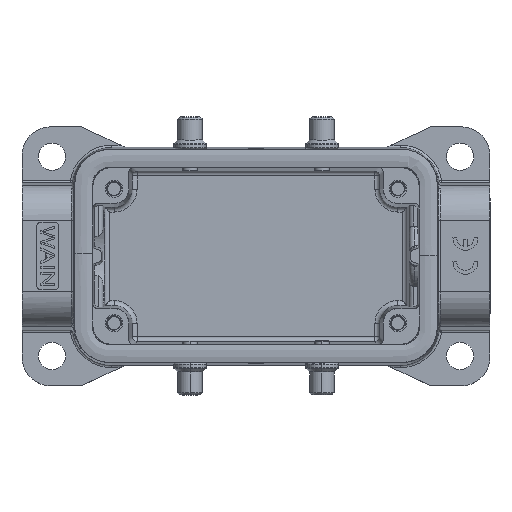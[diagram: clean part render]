
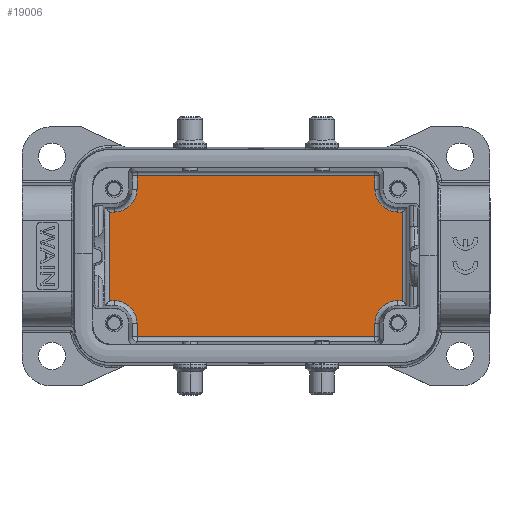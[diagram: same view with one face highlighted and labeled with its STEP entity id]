
A CAD part, top view. The second image highlights one B-rep face of the part: STEP entity #19006.
In plain terms, the highlighted planar face has unit normal (0, 0, 1).
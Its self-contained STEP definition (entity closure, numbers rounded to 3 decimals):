
#2611=CARTESIAN_POINT('',(29.385,-111.109,3.114));
#2613=DIRECTION('',(-1.,0.,0.));
#2614=VECTOR('',#2613,0.885);
#2615=CARTESIAN_POINT('',(29.385,-111.109,3.114));
#2616=LINE('',#2615,#2614);
#2629=CARTESIAN_POINT('',(29.385,-128.891,3.114));
#2631=DIRECTION('',(0.,1.,0.));
#2632=VECTOR('',#2631,17.781);
#2633=CARTESIAN_POINT('',(29.385,-128.891,3.114));
#2634=LINE('',#2633,#2632);
#3392=DIRECTION('',(0.,1.,0.));
#3393=VECTOR('',#3392,2.641);
#3394=CARTESIAN_POINT('',(23.891,-106.5,3.114));
#3395=LINE('',#3394,#3393);
#3400=CARTESIAN_POINT('',(-28.5,-133.5,3.114));
#3401=DIRECTION('',(0.,0.,1.));
#3402=DIRECTION('',(1.,0.,0.));
#3403=AXIS2_PLACEMENT_3D('',#3400,#3401,#3402);
#3405=CARTESIAN_POINT('',(-28.5,-106.5,3.114));
#3406=DIRECTION('',(0.,0.,1.));
#3407=DIRECTION('',(0.,-1.,0.));
#3408=AXIS2_PLACEMENT_3D('',#3405,#3406,#3407);
#3410=CARTESIAN_POINT('',(28.5,-106.5,3.114));
#3411=DIRECTION('',(0.,0.,1.));
#3412=DIRECTION('',(-1.,0.,0.));
#3413=AXIS2_PLACEMENT_3D('',#3410,#3411,#3412);
#3415=CARTESIAN_POINT('',(28.5,-133.5,3.114));
#3416=DIRECTION('',(0.,0.,1.));
#3417=DIRECTION('',(0.,1.,0.));
#3418=AXIS2_PLACEMENT_3D('',#3415,#3416,#3417);
#3420=DIRECTION('',(0.,-1.,0.));
#3421=VECTOR('',#3420,2.641);
#3422=CARTESIAN_POINT('',(-23.891,-133.5,3.114));
#3423=LINE('',#3422,#3421);
#3443=DIRECTION('',(1.,0.,0.));
#3444=VECTOR('',#3443,47.781);
#3445=CARTESIAN_POINT('',(-23.891,-136.141,3.114));
#3446=LINE('',#3445,#3444);
#3470=DIRECTION('',(0.,1.,0.));
#3471=VECTOR('',#3470,2.641);
#3472=CARTESIAN_POINT('',(23.891,-136.141,3.114));
#3473=LINE('',#3472,#3471);
#3489=DIRECTION('',(1.,0.,0.));
#3490=VECTOR('',#3489,0.885);
#3491=CARTESIAN_POINT('',(28.5,-128.891,3.114));
#3492=LINE('',#3491,#3490);
#3526=DIRECTION('',(1.,0.,0.));
#3527=VECTOR('',#3526,0.885);
#3528=CARTESIAN_POINT('',(-29.385,-128.891,3.114));
#3529=LINE('',#3528,#3527);
#3530=DIRECTION('',(0.,-1.,0.));
#3531=VECTOR('',#3530,17.781);
#3532=CARTESIAN_POINT('',(-29.385,-111.109,3.114));
#3533=LINE('',#3532,#3531);
#3548=DIRECTION('',(-1.,0.,0.));
#3549=VECTOR('',#3548,0.885);
#3550=CARTESIAN_POINT('',(-28.5,-111.109,3.114));
#3551=LINE('',#3550,#3549);
#3575=DIRECTION('',(0.,-1.,0.));
#3576=VECTOR('',#3575,2.641);
#3577=CARTESIAN_POINT('',(-23.891,-103.859,3.114));
#3578=LINE('',#3577,#3576);
#3594=DIRECTION('',(-1.,0.,0.));
#3595=VECTOR('',#3594,47.781);
#3596=CARTESIAN_POINT('',(23.891,-103.859,3.114));
#3597=LINE('',#3596,#3595);
#13548=CARTESIAN_POINT('',(28.5,-111.109,3.114));
#13549=VERTEX_POINT('',#13548);
#13550=CARTESIAN_POINT('',(23.891,-106.5,3.114));
#13551=VERTEX_POINT('',#13550);
#13552=VERTEX_POINT('',#2611);
#13555=VERTEX_POINT('',#2629);
#13755=CARTESIAN_POINT('',(23.891,-103.859,3.114));
#13756=VERTEX_POINT('',#13755);
#13757=CARTESIAN_POINT('',(-23.891,-133.5,3.114));
#13758=CARTESIAN_POINT('',(-23.891,-136.141,3.114));
#13759=VERTEX_POINT('',#13757);
#13760=VERTEX_POINT('',#13758);
#13761=CARTESIAN_POINT('',(-28.5,-128.891,3.114));
#13762=VERTEX_POINT('',#13761);
#13763=CARTESIAN_POINT('',(-29.385,-128.891,3.114));
#13764=VERTEX_POINT('',#13763);
#13765=CARTESIAN_POINT('',(-29.385,-111.109,3.114));
#13766=VERTEX_POINT('',#13765);
#13767=CARTESIAN_POINT('',(-28.5,-111.109,3.114));
#13768=VERTEX_POINT('',#13767);
#13769=CARTESIAN_POINT('',(-23.891,-106.5,3.114));
#13770=VERTEX_POINT('',#13769);
#13771=CARTESIAN_POINT('',(-23.891,-103.859,3.114));
#13772=VERTEX_POINT('',#13771);
#13773=CARTESIAN_POINT('',(28.5,-128.891,3.114));
#13774=VERTEX_POINT('',#13773);
#13775=CARTESIAN_POINT('',(23.891,-133.5,3.114));
#13776=VERTEX_POINT('',#13775);
#13777=CARTESIAN_POINT('',(23.891,-136.141,3.114));
#13778=VERTEX_POINT('',#13777);
#18971=CARTESIAN_POINT('',(0.,-120.,3.114));
#18972=DIRECTION('',(0.,0.,1.));
#18973=DIRECTION('',(1.,0.,0.));
#18974=AXIS2_PLACEMENT_3D('',#18971,#18972,#18973);
#18975=PLANE('',#18974);
#18977=ORIENTED_EDGE('',*,*,#18976,.F.);
#18979=ORIENTED_EDGE('',*,*,#18978,.T.);
#18981=ORIENTED_EDGE('',*,*,#18980,.F.);
#18983=ORIENTED_EDGE('',*,*,#18982,.F.);
#18985=ORIENTED_EDGE('',*,*,#18984,.F.);
#18987=ORIENTED_EDGE('',*,*,#18986,.T.);
#18989=ORIENTED_EDGE('',*,*,#18988,.F.);
#18991=ORIENTED_EDGE('',*,*,#18990,.F.);
#18992=ORIENTED_EDGE('',*,*,#18962,.F.);
#18993=ORIENTED_EDGE('',*,*,#18226,.T.);
#18994=ORIENTED_EDGE('',*,*,#18241,.F.);
#18995=ORIENTED_EDGE('',*,*,#18256,.F.);
#18997=ORIENTED_EDGE('',*,*,#18996,.F.);
#18999=ORIENTED_EDGE('',*,*,#18998,.T.);
#19001=ORIENTED_EDGE('',*,*,#19000,.F.);
#19003=ORIENTED_EDGE('',*,*,#19002,.F.);
#19004=EDGE_LOOP('',(#18977,#18979,#18981,#18983,#18985,#18987,#18989,#18991,
#18992,#18993,#18994,#18995,#18997,#18999,#19001,#19003));
#19005=FACE_OUTER_BOUND('',#19004,.F.);
#19006=ADVANCED_FACE('',(#19005),#18975,.T.);
#3404=CIRCLE('',#3403,4.609);
#3409=CIRCLE('',#3408,4.609);
#3414=CIRCLE('',#3413,4.609);
#3419=CIRCLE('',#3418,4.609);
#18226=EDGE_CURVE('',#13551,#13549,#3414,.T.);
#18241=EDGE_CURVE('',#13552,#13549,#2616,.T.);
#18256=EDGE_CURVE('',#13555,#13552,#2634,.T.);
#18962=EDGE_CURVE('',#13551,#13756,#3395,.T.);
#18976=EDGE_CURVE('',#13759,#13760,#3423,.T.);
#18978=EDGE_CURVE('',#13759,#13762,#3404,.T.);
#18980=EDGE_CURVE('',#13764,#13762,#3529,.T.);
#18982=EDGE_CURVE('',#13766,#13764,#3533,.T.);
#18984=EDGE_CURVE('',#13768,#13766,#3551,.T.);
#18986=EDGE_CURVE('',#13768,#13770,#3409,.T.);
#18988=EDGE_CURVE('',#13772,#13770,#3578,.T.);
#18990=EDGE_CURVE('',#13756,#13772,#3597,.T.);
#18996=EDGE_CURVE('',#13774,#13555,#3492,.T.);
#18998=EDGE_CURVE('',#13774,#13776,#3419,.T.);
#19000=EDGE_CURVE('',#13778,#13776,#3473,.T.);
#19002=EDGE_CURVE('',#13760,#13778,#3446,.T.);
